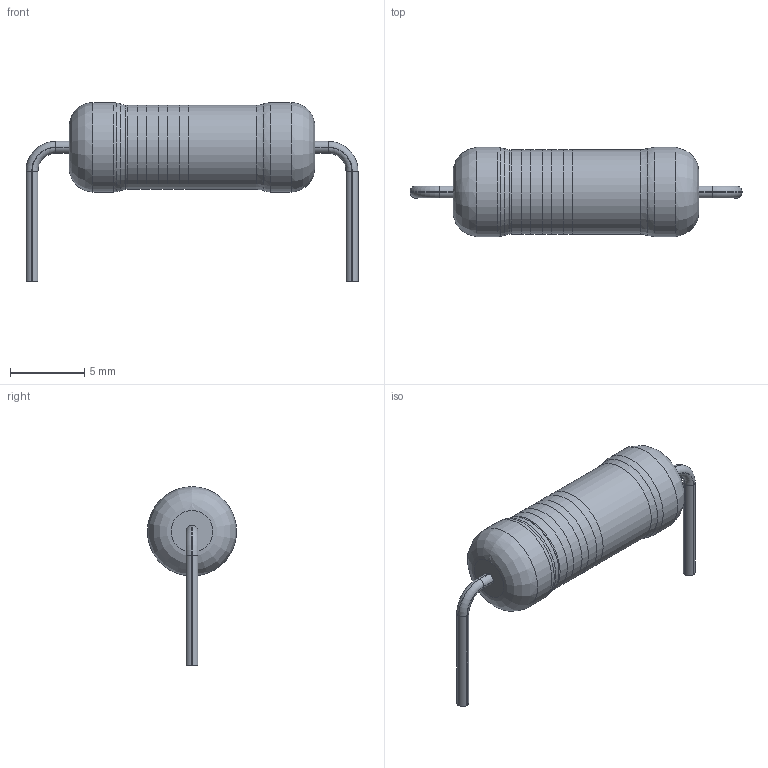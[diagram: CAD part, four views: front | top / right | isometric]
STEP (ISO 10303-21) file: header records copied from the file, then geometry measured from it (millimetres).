
FILE_DESCRIPTION(('FreeCAD Model'),'2;1');
FILE_NAME('axial_resistor_L16.5_D6.0_PinD0.8_Pitch21.5_light_blue.step', '2020-04-30T13:40:51',('Author'),(''), 'Open CASCADE STEP processor 7.3','FreeCAD','Unknown');
FILE_SCHEMA(('AUTOMOTIVE_DESIGN { 1 0 10303 214 1 1 1 1 }'));
Length unit declared in the file: millimetre
Products named in the file (10): Pin; Stripe_blue; Body_003; Stripe_red; Body_002; Stripe_yellow; Stripe_green; Body_004; Body_000; Body_001
Bounding box: 22.3 x 6 x 12 mm (x, y, z)
Volume: 428.1 mm3; surface area: 792.6 mm2
Topology: 11 solids, 11 shells, 83 faces, 159 edges, 98 vertices
Faces by surface type: plane 38, cylinder 29, torus 8, revolution 8
Full cylindrical faces by diameter (mm): 5.646 x7, 6 x2
Entity records: 6694 total; most frequent: CARTESIAN_POINT 2781, DIRECTION 672, ORIENTED_EDGE 318, PCURVE 318, DEFINITIONAL_REPRESENTATION 318, LINE 317, VECTOR 317, AXIS2_PLACEMENT_3D 162
